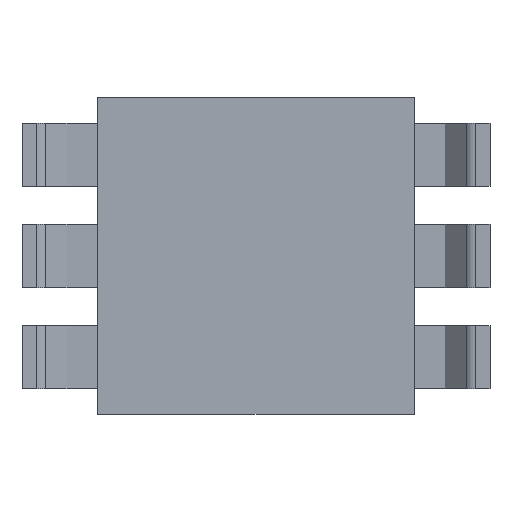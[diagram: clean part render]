
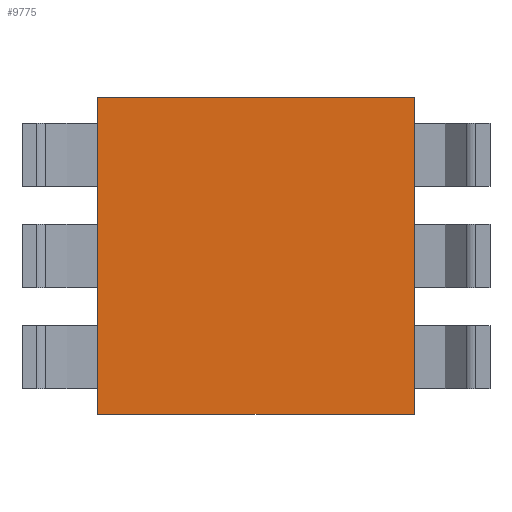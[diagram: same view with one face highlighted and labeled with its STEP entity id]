
A CAD part, front view. The second image highlights one B-rep face of the part: STEP entity #9775.
In plain terms, the highlighted planar face has unit normal (0, -1, 0).
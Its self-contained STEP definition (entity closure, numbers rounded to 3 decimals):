
#1575 = LINE ( 'NONE', #1576, #2422 ) ;
#1576 = CARTESIAN_POINT ( 'NONE',  ( -2.5, -0.5, 2.5 ) ) ;
#1577 = DIRECTION ( 'NONE',  ( 1., 0., 0. ) ) ;
#2013 = CARTESIAN_POINT ( 'NONE',  ( 2.5, -0.5, 2.5 ) ) ;
#2039 = CARTESIAN_POINT ( 'NONE',  ( -2.5, -0.5, 2.5 ) ) ;
#2350 = VECTOR ( 'NONE', #11055, 1000. ) ;
#2422 = VECTOR ( 'NONE', #1577, 1000. ) ;
#3409 = EDGE_LOOP ( 'NONE', ( #3943, #3940, #3942, #3941 ) ) ;
#3900 = VERTEX_POINT ( 'NONE', #10748 ) ;
#3910 = VERTEX_POINT ( 'NONE', #10758 ) ;
#3940 = ORIENTED_EDGE ( 'NONE', *, *, #4455, .F. ) ;
#3941 = ORIENTED_EDGE ( 'NONE', *, *, #4442, .T. ) ;
#3942 = ORIENTED_EDGE ( 'NONE', *, *, #9974, .F. ) ;
#3943 = ORIENTED_EDGE ( 'NONE', *, *, #4082, .T. ) ;
#4082 = EDGE_CURVE ( 'NONE', #3900, #3910, #11053, .T. ) ;
#4442 = EDGE_CURVE ( 'NONE', #10159, #3900, #6664, .T. ) ;
#4455 = EDGE_CURVE ( 'NONE', #10133, #3910, #6703, .T. ) ;
#5747 = VECTOR ( 'NONE', #6666, 1000. ) ;
#5760 = VECTOR ( 'NONE', #6705, 1000. ) ;
#6664 = LINE ( 'NONE', #6665, #5747 ) ;
#6665 = CARTESIAN_POINT ( 'NONE',  ( -2.5, -0.5, 2.5 ) ) ;
#6666 = DIRECTION ( 'NONE',  ( 0., 0., -1. ) ) ;
#6703 = LINE ( 'NONE', #6704, #5760 ) ;
#6704 = CARTESIAN_POINT ( 'NONE',  ( 2.5, -0.5, 2.5 ) ) ;
#6705 = DIRECTION ( 'NONE',  ( 0., 0., -1. ) ) ;
#9775 = ADVANCED_FACE ( 'NONE', ( #13932 ), #12955, .F. ) ;
#9974 = EDGE_CURVE ( 'NONE', #10159, #10133, #1575, .T. ) ;
#10133 = VERTEX_POINT ( 'NONE', #2013 ) ;
#10159 = VERTEX_POINT ( 'NONE', #2039 ) ;
#10748 = CARTESIAN_POINT ( 'NONE',  ( -2.5, -0.5, -2.5 ) ) ;
#10758 = CARTESIAN_POINT ( 'NONE',  ( 2.5, -0.5, -2.5 ) ) ;
#11053 = LINE ( 'NONE', #11054, #2350 ) ;
#11054 = CARTESIAN_POINT ( 'NONE',  ( -2.5, -0.5, -2.5 ) ) ;
#11055 = DIRECTION ( 'NONE',  ( 1., 0., 0. ) ) ;
#12955 = PLANE ( 'NONE',  #13935 ) ;
#12956 = CARTESIAN_POINT ( 'NONE',  ( -2.5, -0.5, 2.5 ) ) ;
#12957 = DIRECTION ( 'NONE',  ( 0., 1., 0. ) ) ;
#12958 = DIRECTION ( 'NONE',  ( -1., 0., 0. ) ) ;
#13932 = FACE_OUTER_BOUND ( 'NONE', #3409, .T. ) ;
#13935 = AXIS2_PLACEMENT_3D ( 'NONE', #12956, #12957, #12958 ) ;
